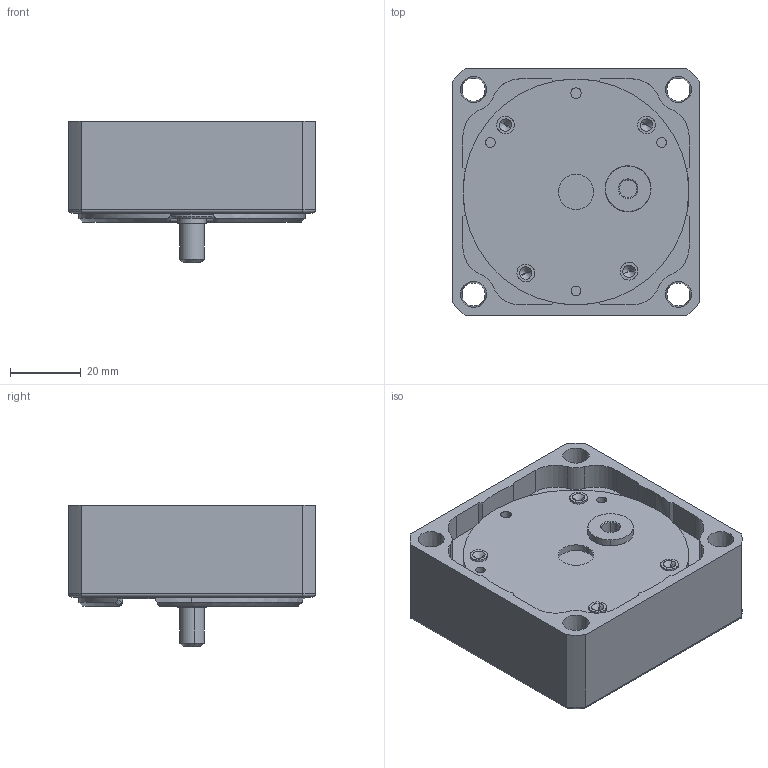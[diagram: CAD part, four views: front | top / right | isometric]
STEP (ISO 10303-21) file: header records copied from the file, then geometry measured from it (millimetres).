
FILE_DESCRIPTION (( 'STEP AP203' ), '1' );
FILE_NAME ('(¼Ð·Ç«~)3GN10X(5DB0101000Z0).STEP', '2020-07-10T00:27:18', ( '' ), ( '' ), 'SwSTEP 2.0', 'SolidWorks 2010', '' );
FILE_SCHEMA (( 'CONFIG_CONTROL_DESIGN' ));
Length unit declared in the file: millimetre
Products named in the file (7): 3GN10XK-2A(模型)_Default; CU3G10X銅柱; (標準品)3GN10X(5DB0101000Z0); G364-M齒箱模型_加工圖; FT250; 3GN10Xｰｼ; JIS B 1111 Cross recessed pan head screw - M3 x 4 - Z --4N_JIS B 1111 Cross recessed pan head screw - M3 x 4 - Z --4N
Assembly tree (11 placements, depth 2):
  (標準品)3GN10X(5DB0101000Z0)
    FT250
    JIS B 1111 Cross recessed pan head screw - M3 x 4 - Z --4N_JIS B 1111 Cross recessed pan head screw - M3 x 4 - Z --4N  x3
    CU3G10X銅柱  x4
    3GN10Xｰｼ
    G364-M齒箱模型_加工圖
    3GN10XK-2A(模型)_Default
Bounding box: 70 x 70 x 40 mm (x, y, z)
Volume: 105534.4 mm3; surface area: 31933.6 mm2
Topology: 11 solids, 11 shells, 411 faces, 977 edges, 593 vertices
Faces by surface type: plane 142, cylinder 133, cone 89, torus 28, sphere 13, bspline 6
Entity records: 9630 total; most frequent: CARTESIAN_POINT 1998, DIRECTION 1532, ORIENTED_EDGE 1342, EDGE_CURVE 671, AXIS2_PLACEMENT_3D 627, VERTEX_POINT 417, CIRCLE 336, EDGE_LOOP 330
